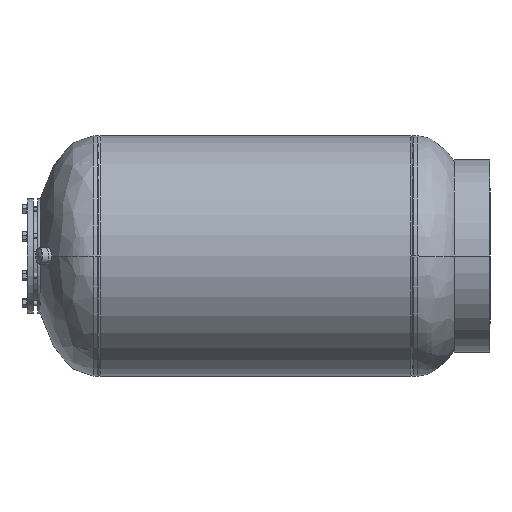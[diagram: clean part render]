
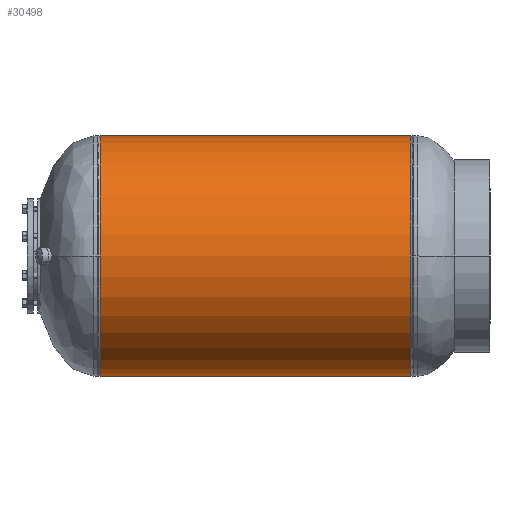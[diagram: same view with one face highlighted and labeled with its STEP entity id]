
A CAD part, left-side view. The second image highlights one B-rep face of the part: STEP entity #30498.
In plain terms, the highlighted cylindrical face has radius 380.492 mm (diameter 760.984 mm), a partial arc.
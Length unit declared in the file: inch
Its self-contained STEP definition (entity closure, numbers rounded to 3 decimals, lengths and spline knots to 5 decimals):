
#1956 = LINE ( 'NONE', #28382, #21150 ) ;
#2597 = VERTEX_POINT ( 'NONE', #3575 ) ;
#2865 = VERTEX_POINT ( 'NONE', #13860 ) ;
#2956 = DIRECTION ( 'NONE',  ( 0., 1., 0. ) ) ;
#3575 = CARTESIAN_POINT ( 'NONE',  ( 0., 0., -14.98 ) ) ;
#4359 = DIRECTION ( 'NONE',  ( 0., 0., 1. ) ) ;
#6792 = CARTESIAN_POINT ( 'NONE',  ( 0., 0., 0. ) ) ;
#7400 = VECTOR ( 'NONE', #21711, 39.37008 ) ;
#8132 = CARTESIAN_POINT ( 'NONE',  ( 0., 0., 0. ) ) ;
#9023 = ORIENTED_EDGE ( 'NONE', *, *, #25964, .F. ) ;
#9382 = CIRCLE ( 'NONE', #33075, 14.98 ) ;
#10122 = VERTEX_POINT ( 'NONE', #24965 ) ;
#10432 = DIRECTION ( 'NONE',  ( 0., 1., 0. ) ) ;
#13355 = CARTESIAN_POINT ( 'NONE',  ( 0., 38.75, 0. ) ) ;
#13860 = CARTESIAN_POINT ( 'NONE',  ( 0., 38.75, -14.98 ) ) ;
#14070 = CARTESIAN_POINT ( 'NONE',  ( 0., 0., 14.98 ) ) ;
#15216 = EDGE_CURVE ( 'NONE', #2597, #2865, #1956, .T. ) ;
#15565 = EDGE_CURVE ( 'NONE', #16507, #10122, #16675, .T. ) ;
#15906 = CARTESIAN_POINT ( 'NONE',  ( 0., 0., 14.98 ) ) ;
#16507 = VERTEX_POINT ( 'NONE', #15906 ) ;
#16523 = EDGE_LOOP ( 'NONE', ( #24910, #31059, #9023, #25917 ) ) ;
#16675 = LINE ( 'NONE', #14070, #7400 ) ;
#17470 = DIRECTION ( 'NONE',  ( 0., 1., 0. ) ) ;
#18358 = DIRECTION ( 'NONE',  ( 0., 1., 0. ) ) ;
#21150 = VECTOR ( 'NONE', #18358, 39.37008 ) ;
#21711 = DIRECTION ( 'NONE',  ( 0., 1., 0. ) ) ;
#22494 = FACE_OUTER_BOUND ( 'NONE', #16523, .T. ) ;
#24910 = ORIENTED_EDGE ( 'NONE', *, *, #30571, .T. ) ;
#24965 = CARTESIAN_POINT ( 'NONE',  ( 0., 38.75, 14.98 ) ) ;
#25917 = ORIENTED_EDGE ( 'NONE', *, *, #15216, .F. ) ;
#25964 = EDGE_CURVE ( 'NONE', #2865, #10122, #29653, .T. ) ;
#27587 = AXIS2_PLACEMENT_3D ( 'NONE', #6792, #17470, #4359 ) ;
#28382 = CARTESIAN_POINT ( 'NONE',  ( 0., 0., -14.98 ) ) ;
#28940 = DIRECTION ( 'NONE',  ( 0., 0., 1. ) ) ;
#29653 = CIRCLE ( 'NONE', #33506, 14.98 ) ;
#30439 = CYLINDRICAL_SURFACE ( 'NONE', #27587, 14.98 ) ;
#30498 = ADVANCED_FACE ( 'NONE', ( #22494 ), #30439, .T. ) ;
#30571 = EDGE_CURVE ( 'NONE', #2597, #16507, #9382, .T. ) ;
#31059 = ORIENTED_EDGE ( 'NONE', *, *, #15565, .T. ) ;
#31788 = DIRECTION ( 'NONE',  ( 0., 0., 1. ) ) ;
#33075 = AXIS2_PLACEMENT_3D ( 'NONE', #8132, #2956, #31788 ) ;
#33506 = AXIS2_PLACEMENT_3D ( 'NONE', #13355, #10432, #28940 ) ;
